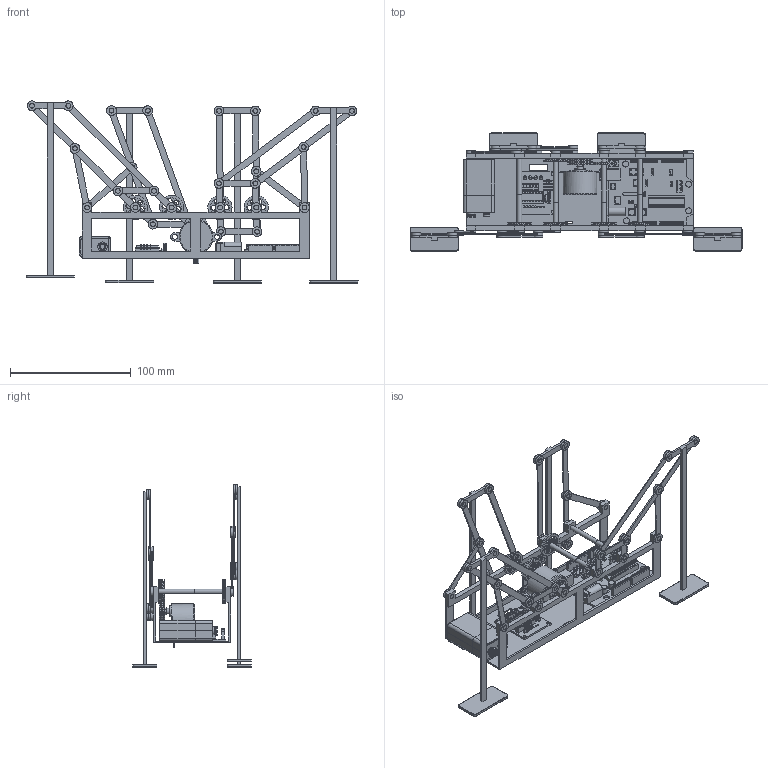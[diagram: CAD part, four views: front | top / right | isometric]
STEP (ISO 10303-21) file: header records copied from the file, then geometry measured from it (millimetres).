
FILE_DESCRIPTION(/* description */ ('STEP AP242','CAx-IF Rec.Pracs.---Representation and Presentation of Product Manufacturing Information (PMI)---4.0---2014-10-13','CAx-IF Rec.Pracs.---3D Tessellated Geometry---0.4---2014-09-14','2;1'),/* implementation_level */ '2;1');
FILE_NAME(/* name */ '68e83f86cb54a74bd1bca870',/* time_stamp */ '2025-10-09T23:04:41Z',/* author */ (''),/* organization */ (''),/* preprocessor_version */ 'ST-DEVELOPER v20',/* originating_system */ 'ONSHAPE BY PTC INC, 1.204',/* authorisation */ ' ');
FILE_SCHEMA (('AP242_MANAGED_MODEL_BASED_3D_ENGINEERING_MIM_LF { 1 0 10303 442 1 1 4 }'));
Products named in the file (43): full model; Document; Frame; BarB; CrankD; BarEFup; BarB2; CrankD1p; BarA; BarEF; Part 3; layer1[1]; Pulley; 28BYJ-48 Stepper; Part 1; UNO; Part 5; Part 2
Assembly tree (75 placements, depth 2):
  full model
    Document
    Frame
    BarB  x4
    CrankD  x3
    Frame
    Frame
    BarEFup  x4
    BarEFup  x4
    BarB2  x4
    CrankD1p  x2
    CrankD1p  x2
    Document
    BarB  x4
    CrankD
    BarEFup  x4
    CrankD1p  x2
    CrankD
    Document
    Document
    Document
    BarA  x4
    Document
    BarEF  x4
    Document
    CrankD1p  x2
    CrankD
    Part 3
    Document
    layer1[1]
    Pulley
    28BYJ-48 Stepper
    Part 1  x3
    Document
    UNO
    Document
    Document
    Document
    Part 5
    Frame
    CrankD  x2
    Part 2
    CrankD
Bounding box: 274.7 x 98 x 150.7 mm (x, y, z)
Volume: 106420.3 mm3; surface area: 117958.8 mm2
Topology: 75 solids, 80 shells, 3096 faces, 7584 edges, 4863 vertices
Faces by surface type: plane 1842, cylinder 985, bspline 128, torus 66, cone 59, sphere 16
Full cylindrical faces by diameter (mm): 0.4 x1, 1 x42, 1.4 x42, 1.5 x1, 3 x1, 3.8 x24, 4 x135, 4.064 x1, 4.2 x2, 4.95 x1, 5 x5, 5.5 x3, 5.715 x1, 5.8 x2, 5.842 x1, 6 x16, 6.35 x1, 7.874 x1, 8 x52, 9.2 x1, 16 x16, 17 x8, 20 x16, 28 x1
Entity records: 83972 total; most frequent: CARTESIAN_POINT 18211, DIRECTION 13335, ORIENTED_EDGE 12522, EDGE_CURVE 6261, AXIS2_PLACEMENT_3D 4642, VERTEX_POINT 4261, LINE 4051, VECTOR 4051
